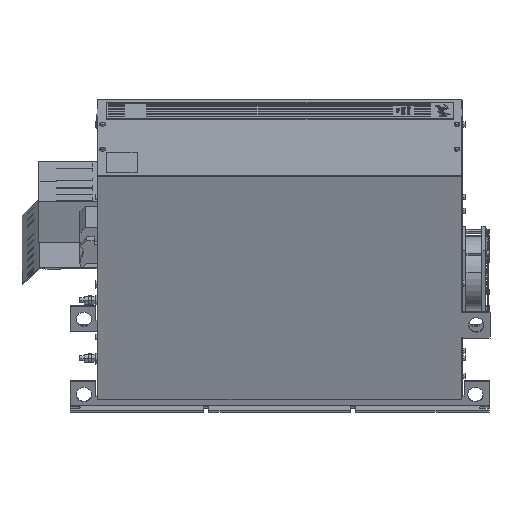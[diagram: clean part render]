
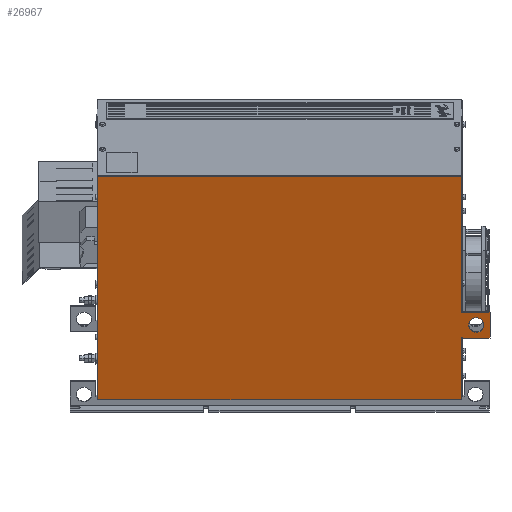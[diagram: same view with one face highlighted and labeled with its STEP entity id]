
A CAD part, front view. The second image highlights one B-rep face of the part: STEP entity #26967.
In plain terms, the highlighted planar face has unit normal (0, -0.942, -0.337).
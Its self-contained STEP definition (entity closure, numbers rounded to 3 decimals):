
#2478=DIRECTION('',(-1.,0.,0.));
#2479=VECTOR('',#2478,595.);
#2480=CARTESIAN_POINT('',(276.957,-219.375,350.99));
#2481=LINE('',#2480,#2479);
#2502=DIRECTION('',(0.,0.337,-0.942));
#2503=VECTOR('',#2502,387.8);
#2504=CARTESIAN_POINT('',(-318.043,-219.375,
350.99));
#2505=LINE('',#2504,#2503);
#2744=DIRECTION('',(1.,0.,0.));
#2745=VECTOR('',#2744,595.);
#2746=CARTESIAN_POINT('',(-318.043,-88.704,
-14.132));
#2747=LINE('',#2746,#2745);
#2752=CARTESIAN_POINT('',(300.857,-132.46,108.131));
#2753=DIRECTION('',(0.,-0.942,-0.337));
#2754=DIRECTION('',(0.,0.337,-0.942));
#2755=AXIS2_PLACEMENT_3D('',#2752,#2753,#2754);
#2757=CARTESIAN_POINT('',(300.857,-132.46,108.131));
#2758=DIRECTION('',(0.,-0.942,-0.337));
#2759=DIRECTION('',(1.,0.,0.));
#2760=AXIS2_PLACEMENT_3D('',#2757,#2758,#2759);
#2762=CARTESIAN_POINT('',(300.857,-132.46,108.131));
#2763=DIRECTION('',(0.,-0.942,-0.337));
#2764=DIRECTION('',(0.,-0.337,0.942));
#2765=AXIS2_PLACEMENT_3D('',#2762,#2763,#2764);
#2767=CARTESIAN_POINT('',(300.857,-132.46,108.131));
#2768=DIRECTION('',(0.,-0.942,-0.337));
#2769=DIRECTION('',(-1.,0.,0.));
#2770=AXIS2_PLACEMENT_3D('',#2767,#2768,#2769);
#2776=DIRECTION('',(0.,-0.337,0.942));
#2777=VECTOR('',#2776,235.443);
#2778=CARTESIAN_POINT('',(276.957,-140.041,129.316));
#2779=LINE('',#2778,#2777);
#2788=DIRECTION('',(-1.,0.,0.));
#2789=VECTOR('',#2788,46.4);
#2790=CARTESIAN_POINT('',(323.357,-140.041,129.316));
#2791=LINE('',#2790,#2789);
#2832=DIRECTION('',(1.,0.,0.));
#2833=VECTOR('',#2832,46.4);
#2834=CARTESIAN_POINT('',(276.957,-124.878,86.947));
#2835=LINE('',#2834,#2833);
#2852=DIRECTION('',(0.,-0.337,0.942));
#2853=VECTOR('',#2852,107.357);
#2854=CARTESIAN_POINT('',(276.957,-88.704,
-14.132));
#2855=LINE('',#2854,#2853);
#12087=DIRECTION('',(0.,-0.337,0.942));
#12088=VECTOR('',#12087,45.);
#12089=CARTESIAN_POINT('',(323.357,-124.878,
86.947));
#12090=LINE('',#12089,#12088);
#20277=CARTESIAN_POINT('',(-318.043,-219.375,
350.99));
#20279=VERTEX_POINT('',#20277);
#20287=CARTESIAN_POINT('',(276.957,-219.375,
350.99));
#20288=VERTEX_POINT('',#20287);
#20305=CARTESIAN_POINT('',(-318.043,-88.704,
-14.132));
#20306=VERTEX_POINT('',#20305);
#20443=CARTESIAN_POINT('',(276.957,-88.704,
-14.132));
#20444=VERTEX_POINT('',#20443);
#20445=CARTESIAN_POINT('',(276.957,-140.041,
129.316));
#20446=VERTEX_POINT('',#20445);
#20447=CARTESIAN_POINT('',(323.357,-140.041,
129.316));
#20448=VERTEX_POINT('',#20447);
#20449=CARTESIAN_POINT('',(323.357,-124.878,
86.947));
#20450=VERTEX_POINT('',#20449);
#20451=CARTESIAN_POINT('',(276.957,-124.878,
86.947));
#20452=VERTEX_POINT('',#20451);
#20453=CARTESIAN_POINT('',(300.857,-128.248,
96.362));
#20454=CARTESIAN_POINT('',(313.357,-132.46,
108.131));
#20455=VERTEX_POINT('',#20453);
#20456=VERTEX_POINT('',#20454);
#20457=CARTESIAN_POINT('',(300.857,-136.672,
119.9));
#20458=VERTEX_POINT('',#20457);
#20459=CARTESIAN_POINT('',(288.357,-132.46,
108.131));
#20460=VERTEX_POINT('',#20459);
#26937=CARTESIAN_POINT('',(0.,-83.116,
-29.746));
#26938=DIRECTION('',(0.,-0.942,-0.337));
#26939=DIRECTION('',(1.,0.,0.));
#26940=AXIS2_PLACEMENT_3D('',#26937,#26938,#26939);
#26941=PLANE('',#26940);
#26942=ORIENTED_EDGE('',*,*,#26579,.F.);
#26944=ORIENTED_EDGE('',*,*,#26943,.F.);
#26946=ORIENTED_EDGE('',*,*,#26945,.F.);
#26948=ORIENTED_EDGE('',*,*,#26947,.F.);
#26950=ORIENTED_EDGE('',*,*,#26949,.F.);
#26952=ORIENTED_EDGE('',*,*,#26951,.F.);
#26953=ORIENTED_EDGE('',*,*,#26930,.F.);
#26954=ORIENTED_EDGE('',*,*,#26608,.F.);
#26955=EDGE_LOOP('',(#26942,#26944,#26946,#26948,#26950,#26952,#26953,#26954));
#26956=FACE_OUTER_BOUND('',#26955,.F.);
#26958=ORIENTED_EDGE('',*,*,#26957,.T.);
#26960=ORIENTED_EDGE('',*,*,#26959,.T.);
#26962=ORIENTED_EDGE('',*,*,#26961,.T.);
#26964=ORIENTED_EDGE('',*,*,#26963,.T.);
#26965=EDGE_LOOP('',(#26958,#26960,#26962,#26964));
#26966=FACE_BOUND('',#26965,.F.);
#26967=ADVANCED_FACE('',(#26956,#26966),#26941,.T.);
#2756=CIRCLE('',#2755,12.5);
#2761=CIRCLE('',#2760,12.5);
#2766=CIRCLE('',#2765,12.5);
#2771=CIRCLE('',#2770,12.5);
#26579=EDGE_CURVE('',#20288,#20279,#2481,.T.);
#26608=EDGE_CURVE('',#20279,#20306,#2505,.T.);
#26930=EDGE_CURVE('',#20306,#20444,#2747,.T.);
#26943=EDGE_CURVE('',#20446,#20288,#2779,.T.);
#26945=EDGE_CURVE('',#20448,#20446,#2791,.T.);
#26947=EDGE_CURVE('',#20450,#20448,#12090,.T.);
#26949=EDGE_CURVE('',#20452,#20450,#2835,.T.);
#26951=EDGE_CURVE('',#20444,#20452,#2855,.T.);
#26957=EDGE_CURVE('',#20455,#20456,#2756,.T.);
#26959=EDGE_CURVE('',#20456,#20458,#2761,.T.);
#26961=EDGE_CURVE('',#20458,#20460,#2766,.T.);
#26963=EDGE_CURVE('',#20460,#20455,#2771,.T.);
